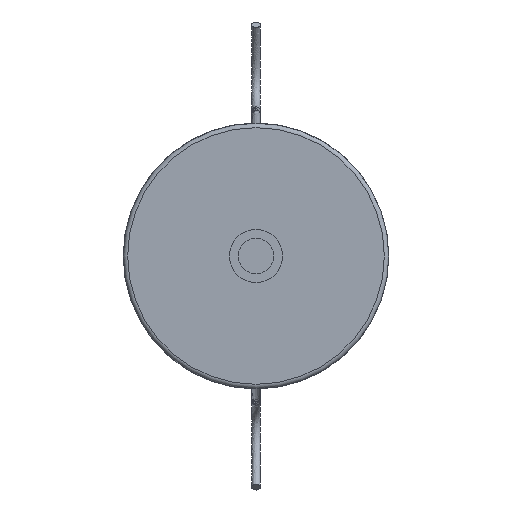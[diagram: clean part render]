
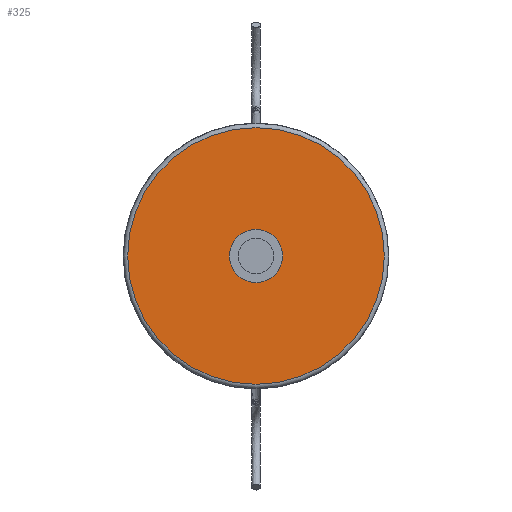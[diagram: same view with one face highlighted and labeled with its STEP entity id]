
A CAD part, left-side view. The second image highlights one B-rep face of the part: STEP entity #325.
In plain terms, the highlighted planar face has unit normal (-1, 0, 0).
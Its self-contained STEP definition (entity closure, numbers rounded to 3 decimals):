
#22=FACE_BOUND('',#112,.T.);
#67=PLANE('',#376);
#87=FACE_OUTER_BOUND('',#111,.T.);
#111=EDGE_LOOP('',(#259));
#112=EDGE_LOOP('',(#260));
#141=CIRCLE('',#375,2.9);
#142=CIRCLE('',#377,0.6);
#171=VERTEX_POINT('',#581);
#172=VERTEX_POINT('',#585);
#205=EDGE_CURVE('',#171,#171,#141,.T.);
#206=EDGE_CURVE('',#172,#172,#142,.T.);
#259=ORIENTED_EDGE('',*,*,#205,.F.);
#260=ORIENTED_EDGE('',*,*,#206,.T.);
#325=ADVANCED_FACE('',(#87,#22),#67,.F.);
#375=AXIS2_PLACEMENT_3D('',#583,#441,#442);
#376=AXIS2_PLACEMENT_3D('',#584,#443,#444);
#377=AXIS2_PLACEMENT_3D('',#586,#445,#446);
#441=DIRECTION('center_axis',(1.,0.,0.));
#442=DIRECTION('ref_axis',(0.,1.,0.));
#443=DIRECTION('center_axis',(1.,0.,0.));
#444=DIRECTION('ref_axis',(0.,1.,0.));
#445=DIRECTION('center_axis',(1.,0.,0.));
#446=DIRECTION('ref_axis',(0.,1.,0.));
#581=CARTESIAN_POINT('',(0.,0.,2.9));
#583=CARTESIAN_POINT('Origin',(0.,0.,0.));
#584=CARTESIAN_POINT('Origin',(0.,0.,0.));
#585=CARTESIAN_POINT('',(0.,-0.6,0.));
#586=CARTESIAN_POINT('Origin',(0.,0.,0.));
